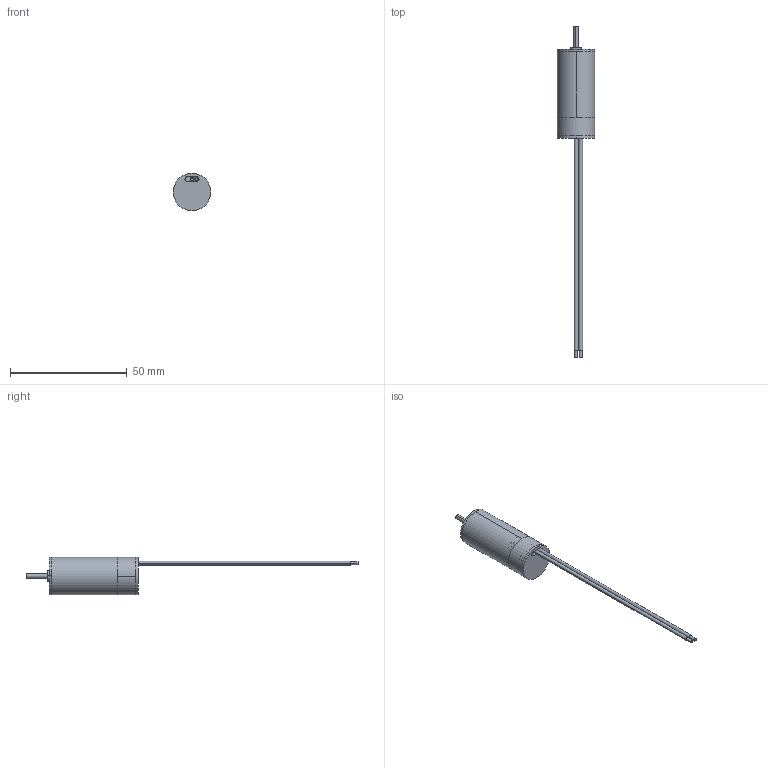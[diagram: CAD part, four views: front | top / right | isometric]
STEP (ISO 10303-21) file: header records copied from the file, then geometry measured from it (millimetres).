
FILE_DESCRIPTION (( 'STEP AP203' ), '1' );
FILE_NAME ('ECD1638S.STEP', '2018-06-05T06:21:36', ( 'Sky123.Org' ), ( 'Sky123.Org' ), 'SwSTEP 2.0', 'SolidWorks 2013', '' );
FILE_SCHEMA (( 'CONFIG_CONTROL_DESIGN' ));
Length unit declared in the file: millimetre
Products named in the file (7): 01.02.0189 囀离綴傷裔; 01.02.0190 囀离帣傷裔; 01.14.0107 傷赽盄; ECD1638S; 01.07.0088 儂褲; 01.01.0028 ヶ傷裔; 01.10.0344 粣
Assembly tree (6 placements, depth 2):
  ECD1638S
    01.07.0088 儂褲
    01.01.0028 ヶ傷裔
    01.10.0344 粣
    01.02.0189 囀离綴傷裔
    01.02.0190 囀离帣傷裔
    01.14.0107 傷赽盄
Bounding box: 16 x 141.97 x 16 mm (x, y, z)
Volume: 2922 mm3; surface area: 7029.6 mm2
Topology: 7 solids, 7 shells, 140 faces, 301 edges, 193 vertices
Faces by surface type: cylinder 80, plane 42, cone 14, torus 4
Entity records: 4646 total; most frequent: DIRECTION 775, CARTESIAN_POINT 661, ORIENTED_EDGE 602, AXIS2_PLACEMENT_3D 329, EDGE_CURVE 301, VERTEX_POINT 193, CIRCLE 180, EDGE_LOOP 176
